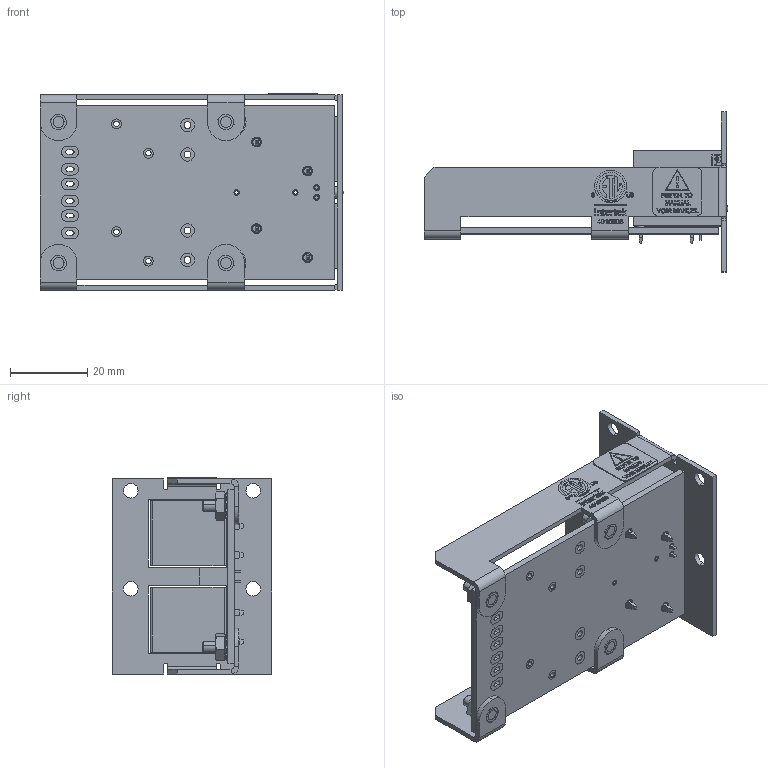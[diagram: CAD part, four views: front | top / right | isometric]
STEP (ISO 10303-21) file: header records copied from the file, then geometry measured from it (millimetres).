
FILE_DESCRIPTION (( 'STEP AP214' ), '1' );
FILE_NAME ('1000-1464-E.STEP', '2019-01-22T20:18:59', ( '' ), ( '' ), 'SwSTEP 2.0', 'SolidWorks 2018', '' );
FILE_SCHEMA (( 'AUTOMOTIVE_DESIGN' ));
Length unit declared in the file: inch
Products named in the file (26): 2100-056; 2003-4064; PEM_FH-440-6ZI^2001-412; 2100-056_90675A005; 2200-621_DRAWING; 2105-462; 2250-1084; 1000-1464-E; 3450-130; 2001-412_STUDS; Bracket^2001-412; 1600-415; 2200-621
Assembly tree (17 placements, depth 3):
  2100-056
  2003-4064
  PEM_FH-440-6ZI^2001-412
  2105-462
  2100-056
Bounding box: 78.65 x 41.4 x 50.8 mm (x, y, z)
Volume: 25303 mm3; surface area: 23994.9 mm2
Topology: 46 solids, 46 shells, 3076 faces, 8028 edges, 5264 vertices
Faces by surface type: plane 1841, bspline 559, cylinder 476, cone 196, sphere 4
Entity records: 122254 total; most frequent: CARTESIAN_POINT 33242, ORIENTED_EDGE 13500, DIRECTION 10479, EDGE_CURVE 6750, LINE 5009, VECTOR 5009, VERTEX_POINT 4468, EDGE_LOOP 2858
